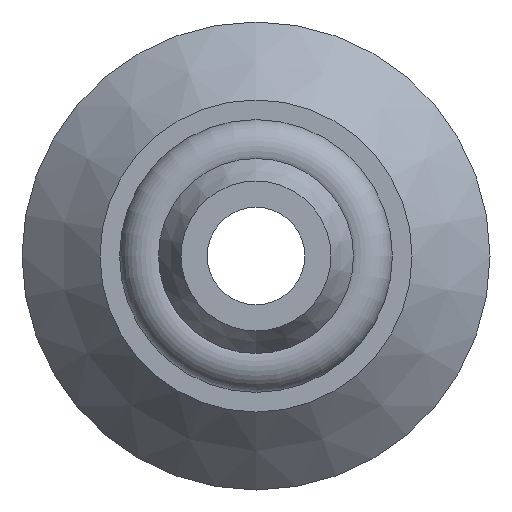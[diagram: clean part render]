
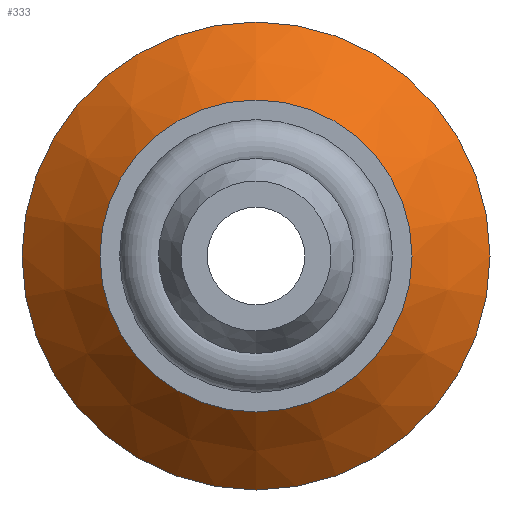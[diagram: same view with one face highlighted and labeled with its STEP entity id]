
A CAD part, front view. The second image highlights one B-rep face of the part: STEP entity #333.
In plain terms, the highlighted conical face has half-angle 45 degrees and reference radius 4 mm.
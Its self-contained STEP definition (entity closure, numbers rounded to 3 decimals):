
#333 = ADVANCED_FACE( 'NONE', ( #747, #748 ), #749, .T. );
#747 = FACE_OUTER_BOUND( '', #1896, .T. );
#748 = FACE_BOUND( '', #1897, .T. );
#749 = CONICAL_SURFACE( '', #1898, 4., 0.785 );
#1896 = EDGE_LOOP( '', ( #3438 ) );
#1897 = EDGE_LOOP( '', ( #3439 ) );
#1898 = AXIS2_PLACEMENT_3D( '', #3440, #3441, #3442 );
#3438 = ORIENTED_EDGE( '', *, *, #4052, .T. );
#3439 = ORIENTED_EDGE( '', *, *, #4305, .F. );
#3440 = CARTESIAN_POINT( '', ( 0., 5., 0. ) );
#3441 = DIRECTION( '', ( 0., 1., 0. ) );
#3442 = DIRECTION( '', ( 0., 0., 1. ) );
#4052 = EDGE_CURVE( 'NONE', #4611, #4611, #4612, .T. );
#4305 = EDGE_CURVE( 'NONE', #5002, #5002, #5003, .T. );
#4611 = VERTEX_POINT( '', #5731 );
#4612 = CIRCLE( '', #5732, 6. );
#5002 = VERTEX_POINT( '', #7122 );
#5003 = CIRCLE( '', #7123, 4. );
#5731 = CARTESIAN_POINT( '', ( 0., 7., -6. ) );
#5732 = AXIS2_PLACEMENT_3D( '', #7522, #7523, #7524 );
#7122 = CARTESIAN_POINT( '', ( 0., 5., -4. ) );
#7123 = AXIS2_PLACEMENT_3D( '', #7683, #7684, #7685 );
#7522 = CARTESIAN_POINT( '', ( 0., 7., 0. ) );
#7523 = DIRECTION( '', ( 0., -1., 0. ) );
#7524 = DIRECTION( '', ( 0., 0., -1. ) );
#7683 = CARTESIAN_POINT( '', ( 0., 5., 0. ) );
#7684 = DIRECTION( '', ( 0., -1., 0. ) );
#7685 = DIRECTION( '', ( 0., 0., -1. ) );
